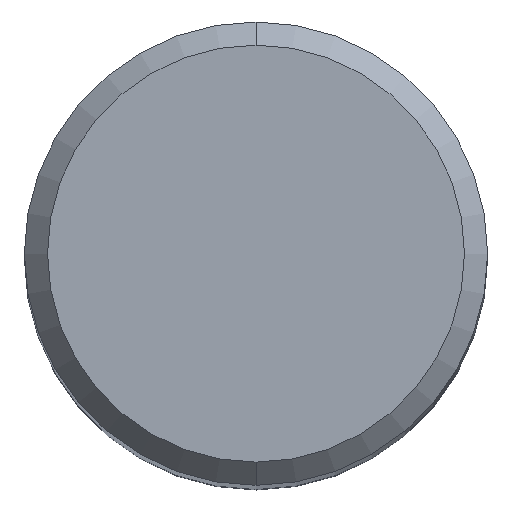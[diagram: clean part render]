
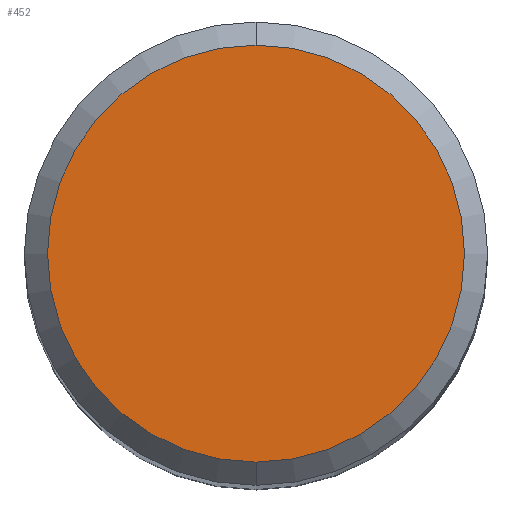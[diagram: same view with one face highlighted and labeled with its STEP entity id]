
A CAD part, top view. The second image highlights one B-rep face of the part: STEP entity #452.
In plain terms, the highlighted planar face has unit normal (0, 0, 1).
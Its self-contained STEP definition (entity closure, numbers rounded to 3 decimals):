
#328=VERTEX_POINT('',#712);
#412=VERTEX_POINT('',#802);
#426=EDGE_CURVE('',#328,#412,#816,.T.);
#452=ADVANCED_FACE('',(#844),#845,.T.);
#470=EDGE_CURVE('',#412,#328,#864,.T.);
#712=CARTESIAN_POINT('',(0.,-9.0,0.0));
#802=CARTESIAN_POINT('',(0.0,9.0,0.0));
#816=CIRCLE('',#1580,9.0);
#844=FACE_OUTER_BOUND('',#1614,.T.);
#845=PLANE('',#1615);
#864=CIRCLE('',#1673,9.0);
#1580=AXIS2_PLACEMENT_3D('',#2126,#2127,#2128);
#1614=EDGE_LOOP('',(#2154,#2155));
#1615=AXIS2_PLACEMENT_3D('',#2156,#2157,#2158);
#1673=AXIS2_PLACEMENT_3D('',#2172,#2173,#2174);
#2126=CARTESIAN_POINT('',(0.0,0.0,0.0));
#2127=DIRECTION('',(0.0,0.0,-1.0));
#2128=DIRECTION('',(0.0,1.0,0.0));
#2154=ORIENTED_EDGE('',*,*,#470,.F.);
#2155=ORIENTED_EDGE('',*,*,#426,.F.);
#2156=CARTESIAN_POINT('',(0.0,4.5,0.0));
#2157=DIRECTION('',(-0.0,0.0,1.0));
#2158=DIRECTION('',(0.0,-1.0,0.0));
#2172=CARTESIAN_POINT('',(0.0,0.0,0.0));
#2173=DIRECTION('',(0.0,0.0,-1.0));
#2174=DIRECTION('',(0.0,1.0,0.0));
